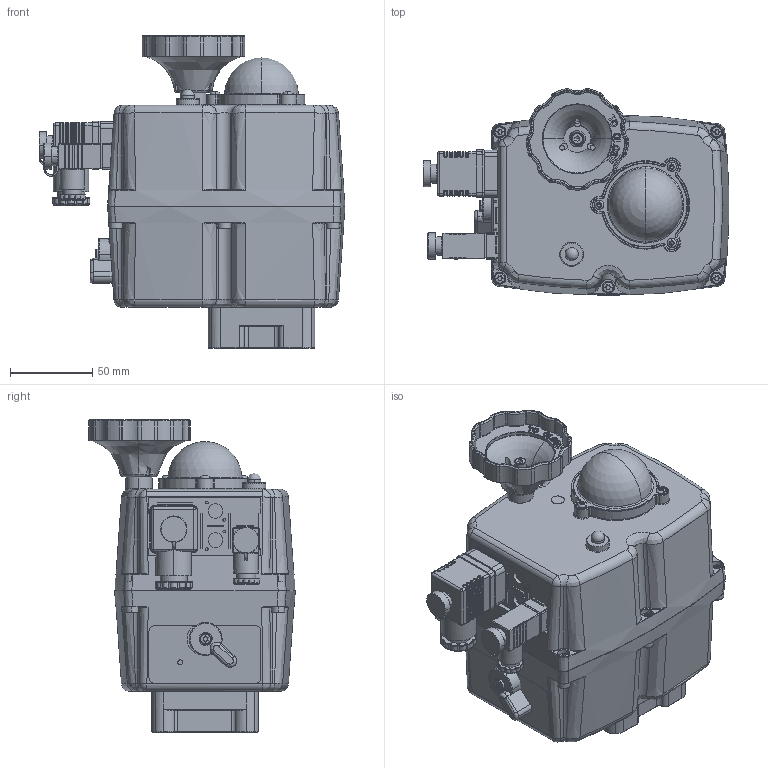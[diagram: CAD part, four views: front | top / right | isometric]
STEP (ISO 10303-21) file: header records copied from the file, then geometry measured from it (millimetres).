
FILE_DESCRIPTION(('HOOPS Exchange Step'),'2;1');
FILE_NAME('AN01_S85.stp','2025-03-05T09:46:58+01:00',('nieru'),('Unknown organisation'),'HOOPS Exchange 2024.2','HOOPS Exchange','Unknown authorisation');
FILE_SCHEMA( ('AP203_CONFIGURATION_CONTROLLED_3D_DESIGN_OF_MECHANICAL_PARTS_AND_ASSEMBLIES_MIM_LF') );
Length unit declared in the file: millimetre
Products named in the file (2): 0; root
Assembly tree (1 placements, depth 2):
  root
    0
Bounding box: 186.19 x 125.75 x 190.45 mm (x, y, z)
Volume: 1763221.1 mm3; surface area: 213470.4 mm2
Topology: 36 solids, 36 shells, 2612 faces, 6446 edges, 3898 vertices
Faces by surface type: cylinder 878, bspline 588, plane 553, torus 473, cone 83, sphere 37
Full cylindrical faces by diameter (mm): 2.204 x3, 7.825 x1, 11 x1, 11.516 x1, 14 x1, 14.894 x1, 16.5 x1, 36.194 x1, 39.9 x1, 45 x1
Entity records: 152707 total; most frequent: CARTESIAN_POINT 95828, ORIENTED_EDGE 12750, DIRECTION 10532, EDGE_CURVE 6375, AXIS2_PLACEMENT_3D 4282, VERTEX_POINT 3898, EDGE_LOOP 2747, FACE_BOUND 2747
